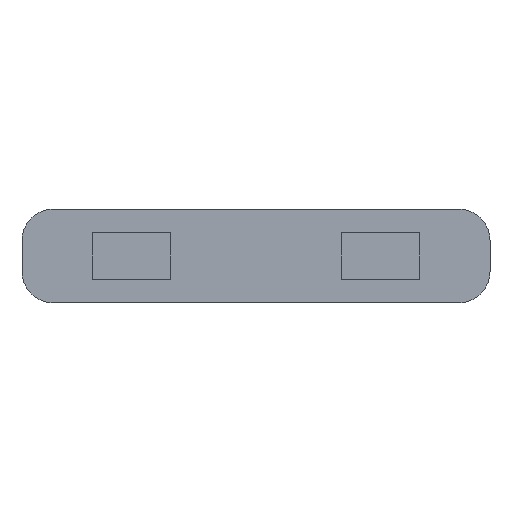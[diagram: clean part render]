
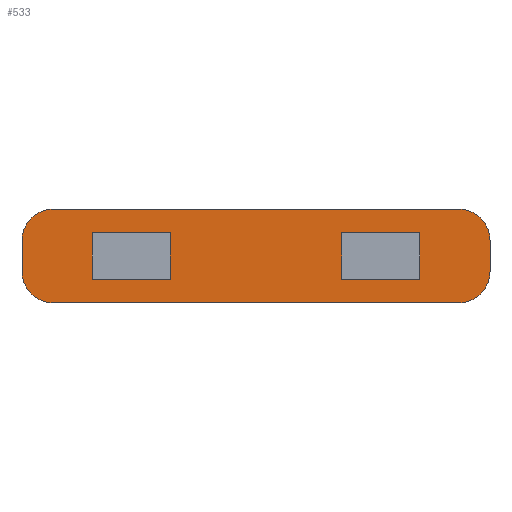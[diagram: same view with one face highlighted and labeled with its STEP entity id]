
A CAD part, front view. The second image highlights one B-rep face of the part: STEP entity #533.
In plain terms, the highlighted planar face has unit normal (0, -1, 0).
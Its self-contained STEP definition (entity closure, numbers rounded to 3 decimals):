
#14=FACE_BOUND('',#133,.T.);
#15=FACE_BOUND('',#134,.T.);
#28=CIRCLE('',#566,2.);
#37=CIRCLE('',#577,2.);
#49=CIRCLE('',#595,2.);
#59=CIRCLE('',#610,2.);
#101=FACE_OUTER_BOUND('',#132,.T.);
#132=EDGE_LOOP('',(#436,#437,#438,#439,#440,#441,#442,#443));
#133=EDGE_LOOP('',(#444,#445,#446,#447));
#134=EDGE_LOOP('',(#448,#449,#450,#451));
#136=LINE('',#783,#169);
#140=LINE('',#791,#173);
#143=LINE('',#797,#176);
#146=LINE('',#802,#179);
#148=LINE('',#808,#181);
#152=LINE('',#816,#185);
#155=LINE('',#822,#188);
#158=LINE('',#827,#191);
#164=LINE('',#915,#197);
#166=LINE('',#980,#199);
#167=LINE('',#982,#200);
#168=LINE('',#984,#201);
#169=VECTOR('',#622,10.);
#173=VECTOR('',#628,10.);
#176=VECTOR('',#633,10.);
#179=VECTOR('',#638,10.);
#181=VECTOR('',#644,10.);
#185=VECTOR('',#650,10.);
#188=VECTOR('',#655,10.);
#191=VECTOR('',#660,10.);
#197=VECTOR('',#726,10.);
#199=VECTOR('',#770,10.);
#200=VECTOR('',#773,10.);
#201=VECTOR('',#776,10.);
#202=VERTEX_POINT('',#781);
#203=VERTEX_POINT('',#782);
#206=VERTEX_POINT('',#790);
#208=VERTEX_POINT('',#796);
#210=VERTEX_POINT('',#806);
#211=VERTEX_POINT('',#807);
#214=VERTEX_POINT('',#815);
#216=VERTEX_POINT('',#821);
#218=VERTEX_POINT('',#831);
#219=VERTEX_POINT('',#832);
#228=VERTEX_POINT('',#885);
#229=VERTEX_POINT('',#886);
#236=VERTEX_POINT('',#914);
#237=VERTEX_POINT('',#926);
#244=VERTEX_POINT('',#972);
#245=VERTEX_POINT('',#973);
#246=EDGE_CURVE('',#202,#203,#136,.T.);
#250=EDGE_CURVE('',#203,#206,#140,.T.);
#253=EDGE_CURVE('',#206,#208,#143,.T.);
#256=EDGE_CURVE('',#208,#202,#146,.T.);
#258=EDGE_CURVE('',#210,#211,#148,.T.);
#262=EDGE_CURVE('',#211,#214,#152,.T.);
#265=EDGE_CURVE('',#214,#216,#155,.T.);
#268=EDGE_CURVE('',#216,#210,#158,.T.);
#270=EDGE_CURVE('',#218,#219,#28,.T.);
#281=EDGE_CURVE('',#228,#229,#37,.T.);
#296=EDGE_CURVE('',#236,#229,#164,.T.);
#298=EDGE_CURVE('',#236,#237,#49,.T.);
#310=EDGE_CURVE('',#244,#245,#59,.T.);
#314=EDGE_CURVE('',#245,#218,#166,.T.);
#315=EDGE_CURVE('',#228,#219,#167,.T.);
#316=EDGE_CURVE('',#244,#237,#168,.T.);
#436=ORIENTED_EDGE('',*,*,#270,.F.);
#437=ORIENTED_EDGE('',*,*,#314,.F.);
#438=ORIENTED_EDGE('',*,*,#310,.F.);
#439=ORIENTED_EDGE('',*,*,#316,.T.);
#440=ORIENTED_EDGE('',*,*,#298,.F.);
#441=ORIENTED_EDGE('',*,*,#296,.T.);
#442=ORIENTED_EDGE('',*,*,#281,.F.);
#443=ORIENTED_EDGE('',*,*,#315,.T.);
#444=ORIENTED_EDGE('',*,*,#246,.T.);
#445=ORIENTED_EDGE('',*,*,#250,.T.);
#446=ORIENTED_EDGE('',*,*,#253,.T.);
#447=ORIENTED_EDGE('',*,*,#256,.T.);
#448=ORIENTED_EDGE('',*,*,#258,.T.);
#449=ORIENTED_EDGE('',*,*,#262,.T.);
#450=ORIENTED_EDGE('',*,*,#265,.T.);
#451=ORIENTED_EDGE('',*,*,#268,.T.);
#470=PLANE('',#616);
#533=ADVANCED_FACE('',(#101,#14,#15),#470,.T.);
#566=AXIS2_PLACEMENT_3D('',#833,#666,#667);
#577=AXIS2_PLACEMENT_3D('',#887,#688,#689);
#595=AXIS2_PLACEMENT_3D('',#927,#729,#730);
#610=AXIS2_PLACEMENT_3D('',#974,#759,#760);
#616=AXIS2_PLACEMENT_3D('',#983,#774,#775);
#622=DIRECTION('',(0.,0.,-1.));
#628=DIRECTION('',(-1.,0.,0.));
#633=DIRECTION('',(0.,0.,1.));
#638=DIRECTION('',(1.,0.,0.));
#644=DIRECTION('',(-1.,0.,0.));
#650=DIRECTION('',(0.,0.,1.));
#655=DIRECTION('',(1.,0.,0.));
#660=DIRECTION('',(0.,0.,-1.));
#666=DIRECTION('center_axis',(0.,1.,0.));
#667=DIRECTION('ref_axis',(1.,0.,0.));
#688=DIRECTION('center_axis',(0.,1.,0.));
#689=DIRECTION('ref_axis',(-1.,0.,0.));
#726=DIRECTION('',(0.,0.,-1.));
#729=DIRECTION('center_axis',(0.,1.,0.));
#730=DIRECTION('ref_axis',(-1.,0.,0.));
#759=DIRECTION('center_axis',(0.,1.,0.));
#760=DIRECTION('ref_axis',(1.,0.,0.));
#770=DIRECTION('',(0.,0.,-1.));
#773=DIRECTION('',(1.,0.,0.));
#774=DIRECTION('center_axis',(0.,-1.,0.));
#775=DIRECTION('ref_axis',(-1.,0.,0.));
#776=DIRECTION('',(-1.,0.,0.));
#781=CARTESIAN_POINT('',(25.5,0.,-4.5));
#782=CARTESIAN_POINT('',(25.5,0.,-7.5));
#783=CARTESIAN_POINT('',(25.5,0.,-3.75));
#790=CARTESIAN_POINT('',(20.5,0.,-7.5));
#791=CARTESIAN_POINT('',(25.25,0.,-7.5));
#796=CARTESIAN_POINT('',(20.5,0.,-4.5));
#797=CARTESIAN_POINT('',(20.5,0.,-2.25));
#802=CARTESIAN_POINT('',(27.75,0.,-4.5));
#806=CARTESIAN_POINT('',(9.5,0.,-7.5));
#807=CARTESIAN_POINT('',(4.5,0.,-7.5));
#808=CARTESIAN_POINT('',(17.25,0.,-7.5));
#815=CARTESIAN_POINT('',(4.5,0.,-4.5));
#816=CARTESIAN_POINT('',(4.5,0.,-2.25));
#821=CARTESIAN_POINT('',(9.5,0.,-4.5));
#822=CARTESIAN_POINT('',(19.75,0.,-4.5));
#827=CARTESIAN_POINT('',(9.5,0.,-3.75));
#831=CARTESIAN_POINT('',(30.,0.,-7.));
#832=CARTESIAN_POINT('',(28.,0.,-9.));
#833=CARTESIAN_POINT('Origin',(28.,0.,-7.));
#885=CARTESIAN_POINT('',(2.,0.,-9.));
#886=CARTESIAN_POINT('',(0.,0.,-7.));
#887=CARTESIAN_POINT('Origin',(2.,0.,-7.));
#914=CARTESIAN_POINT('',(0.,0.,-5.));
#915=CARTESIAN_POINT('',(0.,0.,0.));
#926=CARTESIAN_POINT('',(2.,0.,-3.));
#927=CARTESIAN_POINT('Origin',(2.,0.,-5.));
#972=CARTESIAN_POINT('',(28.,0.,-3.));
#973=CARTESIAN_POINT('',(30.,0.,-5.));
#974=CARTESIAN_POINT('Origin',(28.,0.,-5.));
#980=CARTESIAN_POINT('',(30.,0.,0.));
#982=CARTESIAN_POINT('',(24.054,0.,-9.));
#983=CARTESIAN_POINT('Origin',(30.,0.,0.));
#984=CARTESIAN_POINT('',(23.915,0.,-3.));
